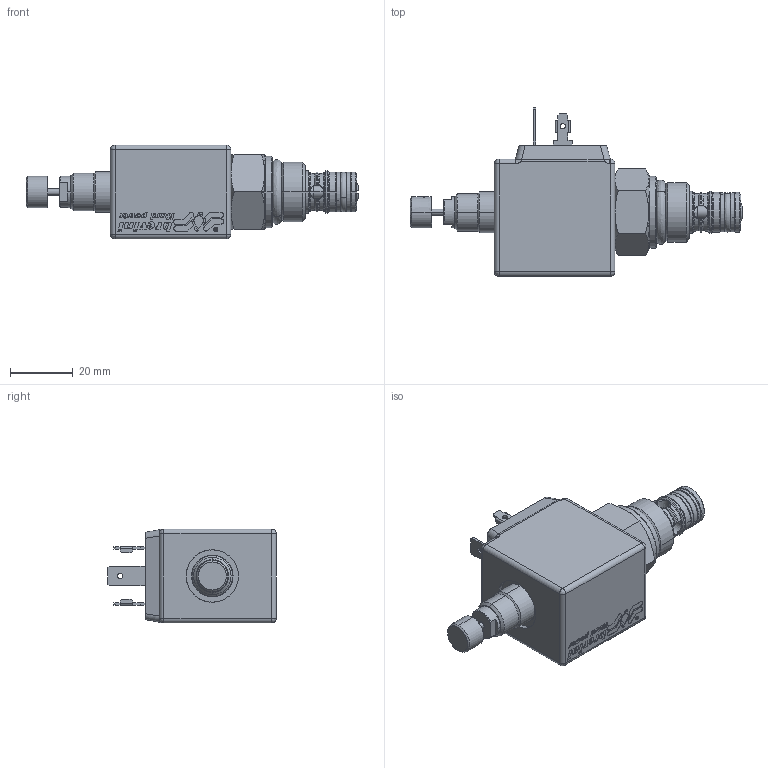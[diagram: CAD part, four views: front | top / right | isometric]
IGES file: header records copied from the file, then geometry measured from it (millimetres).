
Start section: SolidWorks IGES file using analytic representation for surfaces
Global section: file name: CRD0418NCAE_P42.igs; native system: SolidWorks 2014; preprocessor: SolidWorks 2014; author: serviziopdm; date: 140604.115639; units: millimetre
Bounding box: 106.25 x 54 x 30 mm (x, y, z)
Surface area: 23501.5 mm2 (no closed solid volume)
Topology: 0 solids, 0 shells, 1028 faces, 8986 edges, 8970 vertices
Faces by surface type: bspline 641, revolution 387
